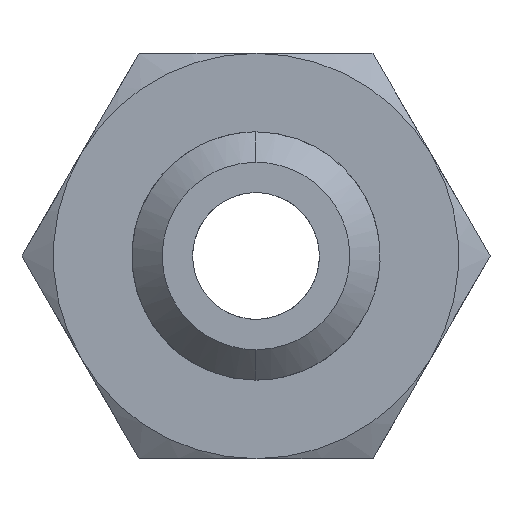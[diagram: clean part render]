
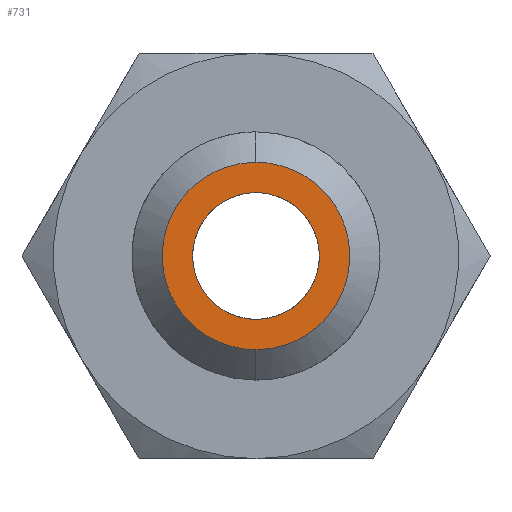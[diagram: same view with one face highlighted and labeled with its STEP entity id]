
A CAD part, front view. The second image highlights one B-rep face of the part: STEP entity #731.
In plain terms, the highlighted free-form (B-spline) face has degree [1, 1] with [2, 2] control points.
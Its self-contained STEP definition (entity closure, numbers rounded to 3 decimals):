
#35 = CARTESIAN_POINT ( 'NONE',  ( 0., 0., 1.25 ) ) ;
#68 = CARTESIAN_POINT ( 'NONE',  ( -1.85, 0., -0.243 ) ) ;
#74 = CARTESIAN_POINT ( 'NONE',  ( -1.25, 0., -2.5 ) ) ;
#100 = CARTESIAN_POINT ( 'NONE',  ( -0.932, 0., -1.616 ) ) ;
#158 = CARTESIAN_POINT ( 'NONE',  ( 1.872, 0., 1.872 ) ) ;
#190 = VERTEX_POINT ( 'NONE', #552 ) ;
#218 =( BOUNDED_CURVE ( )  B_SPLINE_CURVE ( 3, ( #643, #954, #323, #35, #1435, #1441, #816 ),
 .UNSPECIFIED., .F., .T. ) 
 B_SPLINE_CURVE_WITH_KNOTS ( ( 4, 3, 4 ),
 ( -3.142, -1.571, 0. ),
 .UNSPECIFIED. ) 
 CURVE ( )  GEOMETRIC_REPRESENTATION_ITEM ( )  RATIONAL_B_SPLINE_CURVE ( ( 1., 0.805, 0.805, 1., 0.805, 0.805, 1. ) ) 
 REPRESENTATION_ITEM ( '' )  );
#226 = CARTESIAN_POINT ( 'NONE',  ( -1.616, 0., 0.932 ) ) ;
#323 = CARTESIAN_POINT ( 'NONE',  ( 0.732, 0., 1.25 ) ) ;
#324 = CARTESIAN_POINT ( 'NONE',  ( 0.484, 0., -1.802 ) ) ;
#394 = CARTESIAN_POINT ( 'NONE',  ( 0., 0., -1.85 ) ) ;
#470 = CARTESIAN_POINT ( 'NONE',  ( 1.616, 0., 0.932 ) ) ;
#480 = EDGE_LOOP ( 'NONE', ( #487, #1391 ) ) ;
#487 = ORIENTED_EDGE ( 'NONE', *, *, #1217, .T. ) ;
#526 = FACE_OUTER_BOUND ( 'NONE', #480, .T. ) ;
#533 = CARTESIAN_POINT ( 'NONE',  ( -0.243, 0., 1.85 ) ) ;
#540 = CARTESIAN_POINT ( 'NONE',  ( -1.48, 0., -1.136 ) ) ;
#552 = CARTESIAN_POINT ( 'NONE',  ( -1.25, 0., 0. ) ) ;
#560 = CARTESIAN_POINT ( 'NONE',  ( 0., 0., 1.85 ) ) ;
#579 = EDGE_CURVE ( 'NONE', #190, #1657, #1949, .T. ) ;
#643 = CARTESIAN_POINT ( 'NONE',  ( 1.25, 0., 0. ) ) ;
#647 = CARTESIAN_POINT ( 'NONE',  ( 0.484, 0., 1.802 ) ) ;
#649 = VERTEX_POINT ( 'NONE', #560 ) ;
#655 = CARTESIAN_POINT ( 'NONE',  ( 1.85, 0., -0.243 ) ) ;
#689 = CARTESIAN_POINT ( 'NONE',  ( 0., 0., 1.85 ) ) ;
#691 = EDGE_CURVE ( 'NONE', #1611, #649, #1914, .T. ) ;
#706 = CARTESIAN_POINT ( 'NONE',  ( 0., 0., -1.85 ) ) ;
#712 = CARTESIAN_POINT ( 'NONE',  ( -1.136, 0., -1.48 ) ) ;
#731 = ADVANCED_FACE ( 'NONE', ( #804, #526 ), #1996, .T. ) ;
#732 = CARTESIAN_POINT ( 'NONE',  ( -1.85, 0., 0.243 ) ) ;
#744 = ORIENTED_EDGE ( 'NONE', *, *, #1073, .F. ) ;
#781 = CARTESIAN_POINT ( 'NONE',  ( 0.932, 0., -1.616 ) ) ;
#786 = CARTESIAN_POINT ( 'NONE',  ( 1.802, 0., -0.484 ) ) ;
#798 = CARTESIAN_POINT ( 'NONE',  ( 1.136, 0., 1.48 ) ) ;
#803 = CARTESIAN_POINT ( 'NONE',  ( 0.243, 0., -1.85 ) ) ;
#804 = FACE_BOUND ( 'NONE', #1613, .T. ) ;
#816 = CARTESIAN_POINT ( 'NONE',  ( -1.25, 0., 0. ) ) ;
#872 = CARTESIAN_POINT ( 'NONE',  ( -1.25, 0., 0. ) ) ;
#949 = CARTESIAN_POINT ( 'NONE',  ( -1.872, 0., 1.872 ) ) ;
#954 = CARTESIAN_POINT ( 'NONE',  ( 1.25, 0., 0.732 ) ) ;
#968 = CARTESIAN_POINT ( 'NONE',  ( 1.48, 0., 1.136 ) ) ;
#981 = B_SPLINE_CURVE_WITH_KNOTS ( 'NONE', 3,
 ( #689, #533, #1194, #1675, #1833, #1046, #226, #1187, #732, #68, #1656, #1647, #540, #712, #100, #1506, #1201, #706 ),
 .UNSPECIFIED., .F., .F.,
 ( 4, 2, 2, 2, 2, 2, 2, 2, 4 ),
 ( 0., 0.393, 0.785, 1.178, 1.571, 1.963, 2.356, 2.749, 3.142 ),
 .UNSPECIFIED. ) ;
#1046 = CARTESIAN_POINT ( 'NONE',  ( -1.48, 0., 1.136 ) ) ;
#1073 = EDGE_CURVE ( 'NONE', #1657, #190, #218, .T. ) ;
#1097 = CARTESIAN_POINT ( 'NONE',  ( 0.243, 0., 1.85 ) ) ;
#1103 = CARTESIAN_POINT ( 'NONE',  ( 0., 0., -1.85 ) ) ;
#1112 = CARTESIAN_POINT ( 'NONE',  ( 0., 0., 1.85 ) ) ;
#1132 = CARTESIAN_POINT ( 'NONE',  ( 1.25, 0., 0. ) ) ;
#1187 = CARTESIAN_POINT ( 'NONE',  ( -1.802, 0., 0.484 ) ) ;
#1194 = CARTESIAN_POINT ( 'NONE',  ( -0.484, 0., 1.802 ) ) ;
#1201 = CARTESIAN_POINT ( 'NONE',  ( -0.243, 0., -1.85 ) ) ;
#1217 = EDGE_CURVE ( 'NONE', #649, #1611, #981, .T. ) ;
#1264 = CARTESIAN_POINT ( 'NONE',  ( -1.872, 0., -1.872 ) ) ;
#1269 = CARTESIAN_POINT ( 'NONE',  ( 1.136, 0., -1.48 ) ) ;
#1348 = CARTESIAN_POINT ( 'NONE',  ( 1.25, 0., 0. ) ) ;
#1391 = ORIENTED_EDGE ( 'NONE', *, *, #691, .T. ) ;
#1418 = CARTESIAN_POINT ( 'NONE',  ( 1.802, 0., 0.484 ) ) ;
#1423 = CARTESIAN_POINT ( 'NONE',  ( 0.932, 0., 1.616 ) ) ;
#1429 = CARTESIAN_POINT ( 'NONE',  ( 1.616, 0., -0.932 ) ) ;
#1435 = CARTESIAN_POINT ( 'NONE',  ( -0.732, 0., 1.25 ) ) ;
#1441 = CARTESIAN_POINT ( 'NONE',  ( -1.25, 0., 0.732 ) ) ;
#1506 = CARTESIAN_POINT ( 'NONE',  ( -0.484, 0., -1.802 ) ) ;
#1559 = ORIENTED_EDGE ( 'NONE', *, *, #579, .F. ) ;
#1588 = CARTESIAN_POINT ( 'NONE',  ( 1.872, 0., -1.872 ) ) ;
#1602 = CARTESIAN_POINT ( 'NONE',  ( 1.48, 0., -1.136 ) ) ;
#1611 = VERTEX_POINT ( 'NONE', #394 ) ;
#1613 = EDGE_LOOP ( 'NONE', ( #744, #1559 ) ) ;
#1647 = CARTESIAN_POINT ( 'NONE',  ( -1.616, 0., -0.932 ) ) ;
#1656 = CARTESIAN_POINT ( 'NONE',  ( -1.802, 0., -0.484 ) ) ;
#1657 = VERTEX_POINT ( 'NONE', #1132 ) ;
#1675 = CARTESIAN_POINT ( 'NONE',  ( -0.932, 0., 1.616 ) ) ;
#1833 = CARTESIAN_POINT ( 'NONE',  ( -1.136, 0., 1.48 ) ) ;
#1914 = B_SPLINE_CURVE_WITH_KNOTS ( 'NONE', 3,
 ( #1103, #803, #324, #781, #1269, #1602, #1429, #786, #655, #1915, #1418, #470, #968, #798, #1423, #647, #1097, #1112 ),
 .UNSPECIFIED., .F., .F.,
 ( 4, 2, 2, 2, 2, 2, 2, 2, 4 ),
 ( 0., 0.393, 0.785, 1.178, 1.571, 1.963, 2.356, 2.749, 3.142 ),
 .UNSPECIFIED. ) ;
#1915 = CARTESIAN_POINT ( 'NONE',  ( 1.85, 0., 0.243 ) ) ;
#1949 =( BOUNDED_CURVE ( )  B_SPLINE_CURVE ( 3, ( #872, #74, #1981, #1348 ),
 .UNSPECIFIED., .F., .T. ) 
 B_SPLINE_CURVE_WITH_KNOTS ( ( 4, 4 ),
 ( -3.142, 0. ),
 .UNSPECIFIED. ) 
 CURVE ( )  GEOMETRIC_REPRESENTATION_ITEM ( )  RATIONAL_B_SPLINE_CURVE ( ( 1., 0.333, 0.333, 1. ) ) 
 REPRESENTATION_ITEM ( '' )  );
#1981 = CARTESIAN_POINT ( 'NONE',  ( 1.25, 0., -2.5 ) ) ;
#1996 = B_SPLINE_SURFACE_WITH_KNOTS ( 'NONE', 1, 1, ( 
 ( #949, #158 ),
 ( #1264, #1588 ) ),
 .UNSPECIFIED., .F., .F., .F.,
 ( 2, 2 ),
 ( 2, 2 ),
 ( 0., 1. ),
 ( 0., 1. ),
 .UNSPECIFIED. ) ;
